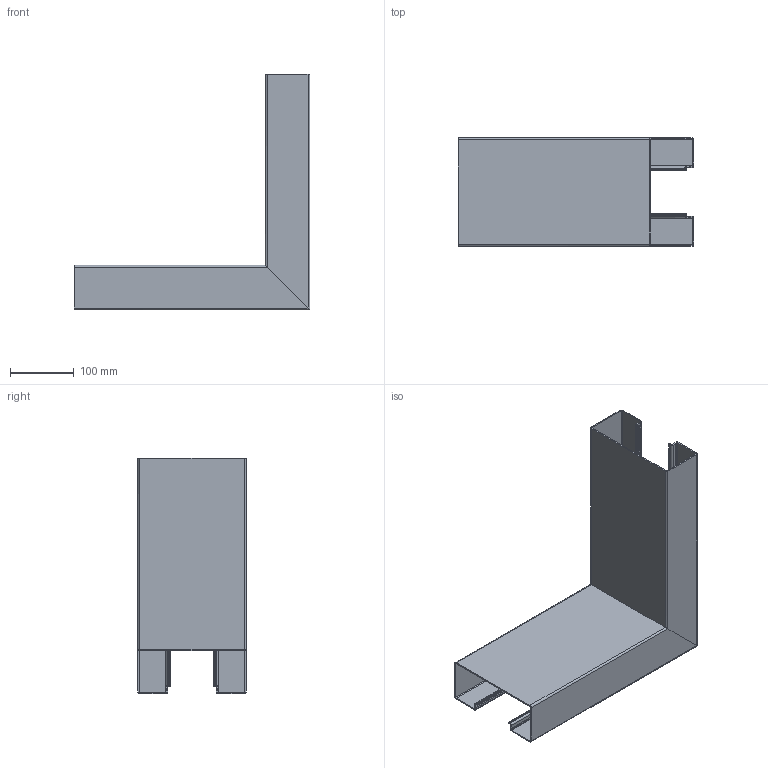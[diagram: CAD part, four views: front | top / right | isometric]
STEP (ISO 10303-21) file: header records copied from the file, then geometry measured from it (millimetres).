
FILE_DESCRIPTION (( 'STEP AP214' ), '1' );
FILE_NAME ('6279113.stp', '2016-06-20T13:57:06', ( '' ), ( '' ), 'SwSTEP 2.0', 'SolidWorks 2014', '' );
FILE_SCHEMA (( 'AUTOMOTIVE_DESIGN' ));
Length unit declared in the file: millimetre
Products named in the file (3): 035599T1_Standard; 035599T2_Standard; 6279113
Assembly tree (2 placements, depth 2):
  6279113
    035599T1_Standard
    035599T2_Standard
Bounding box: 370 x 170 x 370 mm (x, y, z)
Volume: 561027.7 mm3; surface area: 567176.6 mm2
Topology: 2 solids, 2 shells, 108 faces, 312 edges, 208 vertices
Faces by surface type: plane 60, cylinder 48
Entity records: 3634 total; most frequent: CARTESIAN_POINT 777, ORIENTED_EDGE 624, DIRECTION 538, EDGE_CURVE 312, VECTOR 216, LINE 216, VERTEX_POINT 208, AXIS2_PLACEMENT_3D 161
